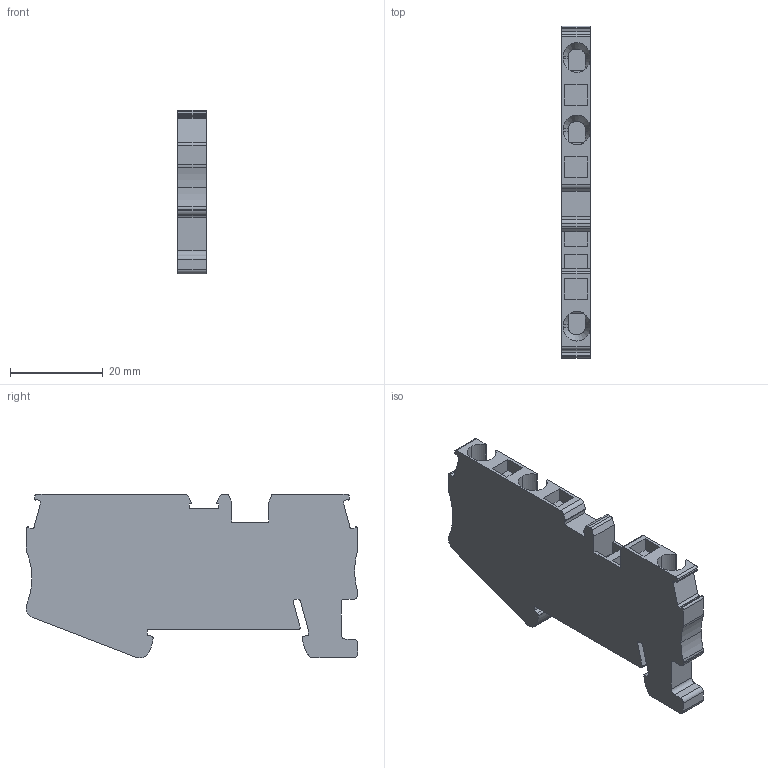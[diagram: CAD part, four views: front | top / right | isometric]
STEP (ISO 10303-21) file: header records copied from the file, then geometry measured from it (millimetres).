
FILE_DESCRIPTION(('STEP AP214'),'1');
FILE_NAME(' ',' ',('TraceParts'),('TraceParts S.A.'),'XStep 1.0',' ',' ');
FILE_SCHEMA(('automotive_design'));
Length unit declared in the file: millimetre
Products named in the file (1): NSYTRR43PEN
Bounding box: 6.15 x 71.5 x 35.25 mm (x, y, z)
Volume: 11652.8 mm3; surface area: 6281.4 mm2
Topology: 1 solids, 1 shells, 192 faces, 543 edges, 356 vertices
Faces by surface type: plane 107, cylinder 76, cone 9
Entity records: 6423 total; most frequent: CARTESIAN_POINT 1396, ORIENTED_EDGE 1086, DIRECTION 1017, EDGE_CURVE 543, LINE 361, VECTOR 361, VERTEX_POINT 356, AXIS2_PLACEMENT_3D 328
